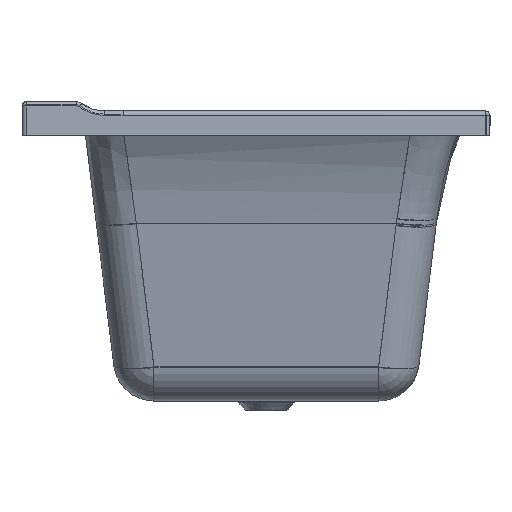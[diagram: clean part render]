
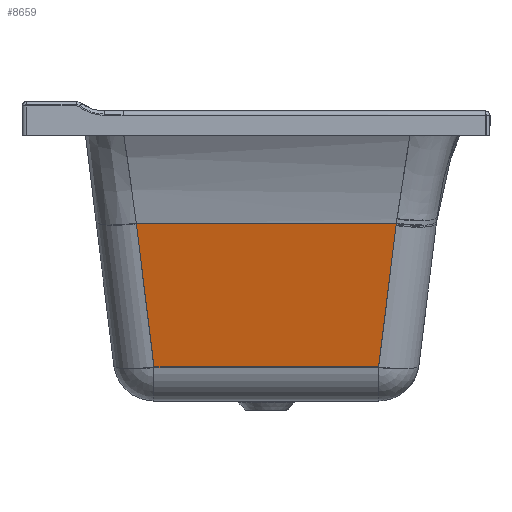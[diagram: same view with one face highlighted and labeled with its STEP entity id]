
A CAD part, front view. The second image highlights one B-rep face of the part: STEP entity #8659.
In plain terms, the highlighted face is planar.
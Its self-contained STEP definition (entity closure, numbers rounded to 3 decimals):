
#7280=CARTESIAN_POINT('',(-698.595,-196.637,68.713));
#7281=VERTEX_POINT('',#7280);
#7515=CARTESIAN_POINT('',(-738.676,-224.547,296.025));
#7516=VERTEX_POINT('',#7515);
#7524=CARTESIAN_POINT('',(-698.595,-196.637,68.713));
#7525=DIRECTION('',(-0.172,-0.12,0.978));
#7526=VECTOR('',#7525,232.5);
#7527=LINE('',#7524,#7526);
#7528=EDGE_CURVE('',#7516,#7281,#7527,.F.);
#7853=CARTESIAN_POINT('',(-698.595,163.436,68.713));
#7854=VERTEX_POINT('',#7853);
#7855=CARTESIAN_POINT('',(-698.595,-196.637,68.713));
#7856=DIRECTION('',(0.0,1.0,0.0));
#7857=VECTOR('',#7856,360.072);
#7858=LINE('',#7855,#7857);
#7859=EDGE_CURVE('',#7281,#7854,#7858,.T.);
#8603=CARTESIAN_POINT('',(-739.224,-224.933,299.132));
#8604=VERTEX_POINT('',#8603);
#8624=CARTESIAN_POINT('',(-711.134,-1536.32,139.824));
#8625=DIRECTION('',(-0.985,0.,-0.174));
#8626=DIRECTION('',(-0.021,0.993,0.118));
#8627=AXIS2_PLACEMENT_3D('',#8624,#8625,#8626);
#8628=CIRCLE('',#8627,1321.327);
#8629=EDGE_CURVE('',#8604,#7516,#8628,.T.);
#8635=CARTESIAN_POINT('',(-689.852,0.0,19.132));
#8636=DIRECTION('',(-0.985,0.0,-0.174));
#8637=DIRECTION('',(-0.174,0.0,0.985));
#8638=AXIS2_PLACEMENT_3D('',#8635,#8636,#8637);
#8639=PLANE('',#8638);
#8640=ORIENTED_EDGE('',*,*,#7859,.F.);
#8641=ORIENTED_EDGE('',*,*,#7528,.F.);
#8642=ORIENTED_EDGE('',*,*,#8629,.F.);
#8643=CARTESIAN_POINT('',(-739.224,191.727,299.132));
#8644=VERTEX_POINT('',#8643);
#8645=CARTESIAN_POINT('',(-739.224,-224.933,299.132));
#8646=DIRECTION('',(0.0,1.0,0.0));
#8647=VECTOR('',#8646,416.66);
#8648=LINE('',#8645,#8647);
#8649=EDGE_CURVE('',#8604,#8644,#8648,.T.);
#8650=ORIENTED_EDGE('',*,*,#8649,.T.);
#8651=CARTESIAN_POINT('',(-739.224,191.727,299.132));
#8652=DIRECTION('',(0.172,-0.12,-0.978));
#8653=VECTOR('',#8652,235.678);
#8654=LINE('',#8651,#8653);
#8655=EDGE_CURVE('',#8644,#7854,#8654,.T.);
#8656=ORIENTED_EDGE('',*,*,#8655,.T.);
#8657=EDGE_LOOP('',(#8640,#8641,#8642,#8650,#8656));
#8658=FACE_OUTER_BOUND('',#8657,.T.);
#8659=ADVANCED_FACE('',(#8658),#8639,.T.);
